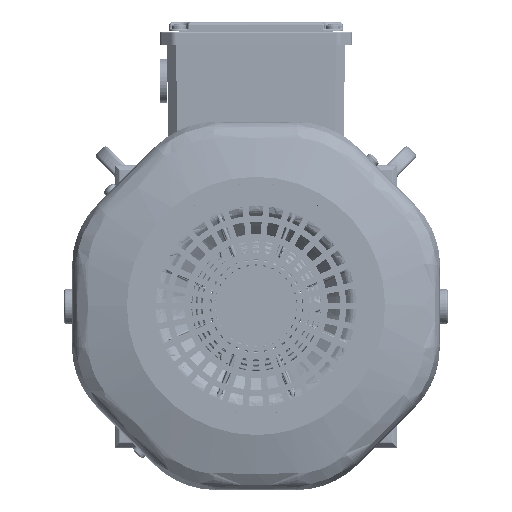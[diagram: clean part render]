
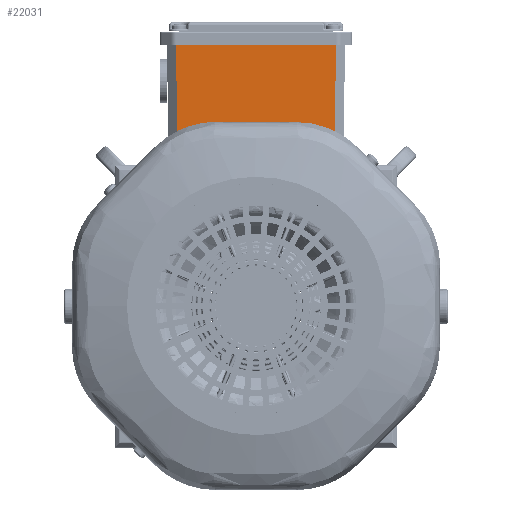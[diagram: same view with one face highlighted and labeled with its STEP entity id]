
A CAD part, top view. The second image highlights one B-rep face of the part: STEP entity #22031.
In plain terms, the highlighted planar face has unit normal (0, -0.018, 1).
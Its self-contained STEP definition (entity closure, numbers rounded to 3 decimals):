
#22031=ADVANCED_FACE('',(#30186),#27825,.T.);
#27825=PLANE('',#124185);
#30186=FACE_OUTER_BOUND('',#36989,.T.);
#36989=EDGE_LOOP('',(#49842,#49843,#49844,#49845));
#49842=ORIENTED_EDGE('',*,*,#93212,.T.);
#49843=ORIENTED_EDGE('',*,*,#93211,.F.);
#49844=ORIENTED_EDGE('',*,*,#93213,.F.);
#49845=ORIENTED_EDGE('',*,*,#93214,.T.);
#78647=VERTEX_POINT('',#181683);
#78650=VERTEX_POINT('',#181688);
#78651=VERTEX_POINT('',#181692);
#78652=VERTEX_POINT('',#181694);
#93211=EDGE_CURVE('',#78650,#78647,#110469,.T.);
#93212=EDGE_CURVE('',#78651,#78647,#110470,.T.);
#93213=EDGE_CURVE('',#78652,#78650,#110471,.T.);
#93214=EDGE_CURVE('',#78652,#78651,#110472,.T.);
#110469=LINE('',#181689,#116696);
#110470=LINE('',#181691,#116697);
#110471=LINE('',#181693,#116698);
#110472=LINE('',#181695,#116699);
#116696=VECTOR('',#140855,1.);
#116697=VECTOR('',#140858,1.);
#116698=VECTOR('',#140859,1.);
#116699=VECTOR('',#140860,1.);
#124185=AXIS2_PLACEMENT_3D('',#181696,#140861,#140862);
#140855=DIRECTION('',(-0.007,1.,0.017));
#140858=DIRECTION('',(-1.,0.,0.));
#140859=DIRECTION('',(-1.,0.,0.));
#140860=DIRECTION('',(0.007,1.,0.017));
#140861=DIRECTION('',(0.,-0.017,1.));
#140862=DIRECTION('',(0.,1.,0.017));
#181683=CARTESIAN_POINT('',(-45.548,149.5,75.408));
#181688=CARTESIAN_POINT('',(-45.172,97.5,74.5));
#181689=CARTESIAN_POINT('',(-45.172,97.5,74.5));
#181691=CARTESIAN_POINT('',(52.,149.5,75.408));
#181692=CARTESIAN_POINT('',(45.548,149.5,75.408));
#181693=CARTESIAN_POINT('',(45.172,97.5,74.5));
#181694=CARTESIAN_POINT('',(45.172,97.5,74.5));
#181695=CARTESIAN_POINT('',(45.172,97.5,74.5));
#181696=CARTESIAN_POINT('',(45.172,97.5,74.5));
